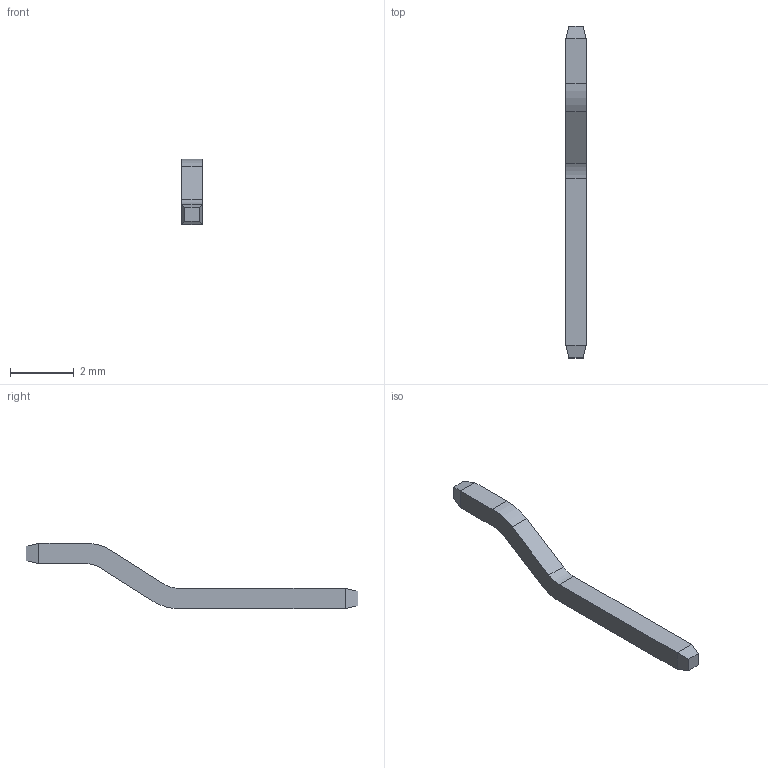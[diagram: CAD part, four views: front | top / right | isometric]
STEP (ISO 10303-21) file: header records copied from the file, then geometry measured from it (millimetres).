
FILE_DESCRIPTION(/* description */ ('STEP AP242','CAx-IF Rec.Pracs.---Representation and Presentation of Product Manufacturing Information (PMI)---4.0---2014-10-13','CAx-IF Rec.Pracs.---3D Tessellated Geometry---0.4---2014-09-14','2;1'),/* implementation_level */ '2;1');
FILE_NAME(/* name */ '63ef61d463a9d45c7987e7e7',/* time_stamp */ '2023-02-17T11:15:33+00:00',/* author */ (''),/* organization */ (''),/* preprocessor_version */ 'ST-DEVELOPER v18.102',/* originating_system */ ' ',/* authorisation */ ' ');
FILE_SCHEMA (('AP242_MANAGED_MODEL_BASED_3D_ENGINEERING_MIM_LF { 1 0 10303 442 1 1 4 }'));
Length unit declared in the file: metre
Products named in the file (1): BG035-08A-0-0320-0180-0290-N-B_P
Bounding box: 0.64 x 10.4 x 2.05 mm (x, y, z)
Volume: 4.3 mm3; surface area: 27.7 mm2
Topology: 1 solids, 1 shells, 22 faces, 52 edges, 32 vertices
Faces by surface type: plane 18, cylinder 4
Entity records: 644 total; most frequent: CARTESIAN_POINT 113, ORIENTED_EDGE 104, DIRECTION 104, EDGE_CURVE 52, LINE 42, VECTOR 42, VERTEX_POINT 32, AXIS2_PLACEMENT_3D 31
